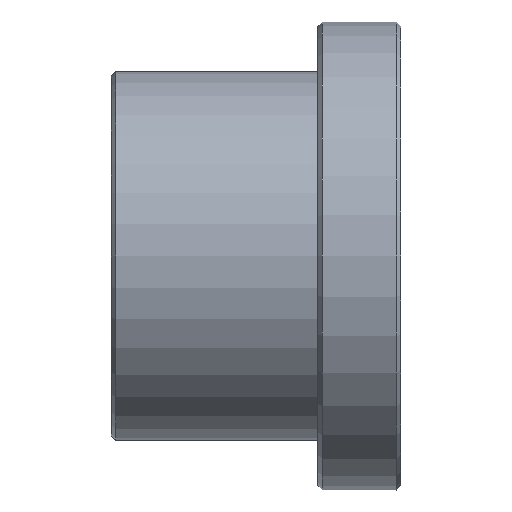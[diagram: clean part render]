
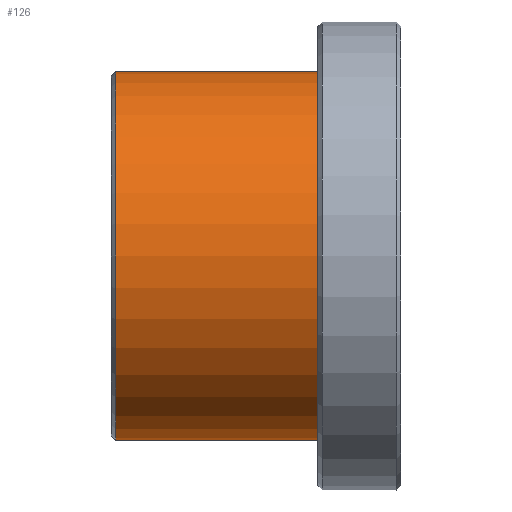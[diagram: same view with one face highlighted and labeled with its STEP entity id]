
A CAD part, front view. The second image highlights one B-rep face of the part: STEP entity #126.
In plain terms, the highlighted cylindrical face has radius 13.4 mm (diameter 26.8 mm), a full revolution.
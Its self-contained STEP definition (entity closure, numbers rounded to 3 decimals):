
#14 = CARTESIAN_POINT ( 'NONE',  ( 7641.281, -204.013, 0. ) ) ;
#16 = CIRCLE ( 'NONE', #473, 13.4 ) ;
#27 = DIRECTION ( 'NONE',  ( -1., 0., 0. ) ) ;
#38 = FACE_OUTER_BOUND ( 'NONE', #330, .T. ) ;
#43 = CARTESIAN_POINT ( 'NONE',  ( 7655.981, -204.013, 13.4 ) ) ;
#49 = DIRECTION ( 'NONE',  ( 0., 0., 1. ) ) ;
#73 = CARTESIAN_POINT ( 'NONE',  ( 7639.496, -204.013, 0. ) ) ;
#126 = ADVANCED_FACE ( 'NONE', ( #266, #38 ), #416, .T. ) ;
#137 = CARTESIAN_POINT ( 'NONE',  ( 7655.981, -204.013, 0. ) ) ;
#190 = DIRECTION ( 'NONE',  ( -1., 0., 0. ) ) ;
#201 = EDGE_CURVE ( 'NONE', #270, #270, #16, .T. ) ;
#223 = CIRCLE ( 'NONE', #288, 13.4 ) ;
#250 = ORIENTED_EDGE ( 'NONE', *, *, #201, .T. ) ;
#266 = FACE_OUTER_BOUND ( 'NONE', #290, .T. ) ;
#270 = VERTEX_POINT ( 'NONE', #307 ) ;
#281 = DIRECTION ( 'NONE',  ( 1., 0., 0. ) ) ;
#288 = AXIS2_PLACEMENT_3D ( 'NONE', #137, #27, #363 ) ;
#290 = EDGE_LOOP ( 'NONE', ( #250 ) ) ;
#307 = CARTESIAN_POINT ( 'NONE',  ( 7641.281, -204.013, 13.4 ) ) ;
#330 = EDGE_LOOP ( 'NONE', ( #447 ) ) ;
#363 = DIRECTION ( 'NONE',  ( 0., 0., 1. ) ) ;
#376 = DIRECTION ( 'NONE',  ( 0., 0., 1. ) ) ;
#410 = EDGE_CURVE ( 'NONE', #415, #415, #223, .T. ) ;
#415 = VERTEX_POINT ( 'NONE', #43 ) ;
#416 = CYLINDRICAL_SURFACE ( 'NONE', #483, 13.4 ) ;
#447 = ORIENTED_EDGE ( 'NONE', *, *, #410, .T. ) ;
#473 = AXIS2_PLACEMENT_3D ( 'NONE', #14, #281, #49 ) ;
#483 = AXIS2_PLACEMENT_3D ( 'NONE', #73, #190, #376 ) ;
